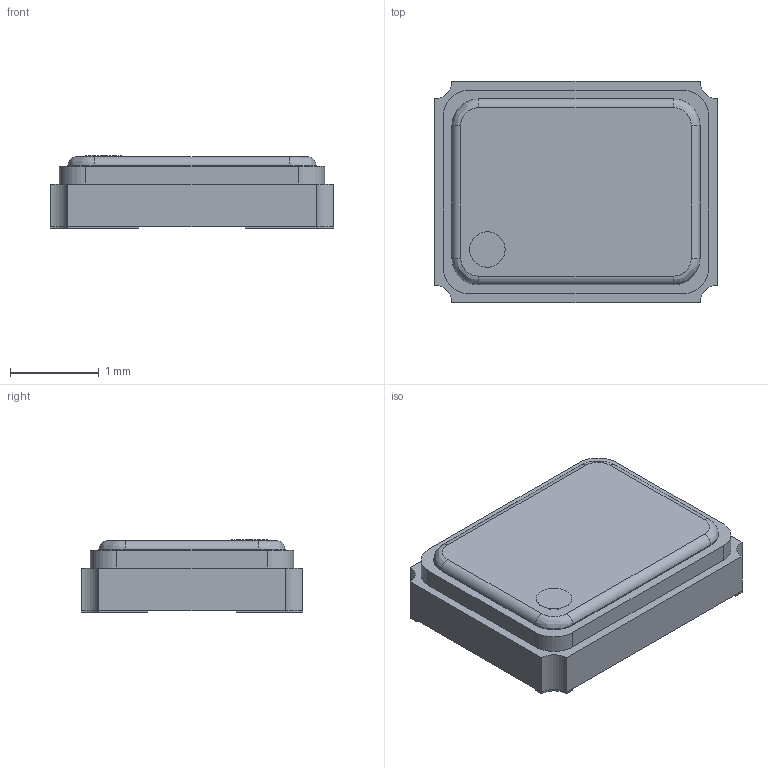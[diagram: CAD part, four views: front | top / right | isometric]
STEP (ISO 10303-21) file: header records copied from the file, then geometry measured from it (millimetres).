
FILE_DESCRIPTION (( 'STEP AP214' ), '1' );
FILE_NAME ('User Library-Crystal_ECX-32.STEP', '2019-03-25T22:09:56', ( '' ), ( '' ), 'SwSTEP 2.0', 'SolidWorks 2019', '' );
FILE_SCHEMA (( 'AUTOMOTIVE_DESIGN' ));
Length unit declared in the file: millimetre
Products named in the file (9): User Library-Crystal_ECX-32_Lid; User Library-Crystal_ECX-32_Pin4; User Library-Crystal_ECX-32_Pin1; User Library-Crystal_ECX-32_Pin1Marker; User Library-Crystal_ECX-32_Pin2; User Library-Crystal_ECX-32_Pin3; User Library-Crystal_ECX-32_Ceramic; User Library-Crystal_ECX-32_MetalFrame; User Library-Crystal_ECX-32
Assembly tree (8 placements, depth 2):
  User Library-Crystal_ECX-32
    User Library-Crystal_ECX-32_MetalFrame
    User Library-Crystal_ECX-32_Pin1Marker
    User Library-Crystal_ECX-32_Pin3
    User Library-Crystal_ECX-32_Pin1
    User Library-Crystal_ECX-32_Lid
    User Library-Crystal_ECX-32_Pin4
    User Library-Crystal_ECX-32_Pin2
    User Library-Crystal_ECX-32_Ceramic
Bounding box: 3.2 x 2.5 x 0.82 mm (x, y, z)
Volume: 5.8 mm3; surface area: 54.3 mm2
Topology: 8 solids, 8 shells, 86 faces, 202 edges, 132 vertices
Faces by surface type: plane 60, cylinder 22, bspline 4
Entity records: 3527 total; most frequent: CARTESIAN_POINT 505, DIRECTION 428, ORIENTED_EDGE 404, EDGE_CURVE 202, LINE 154, VECTOR 154, AXIS2_PLACEMENT_3D 137, VERTEX_POINT 132
